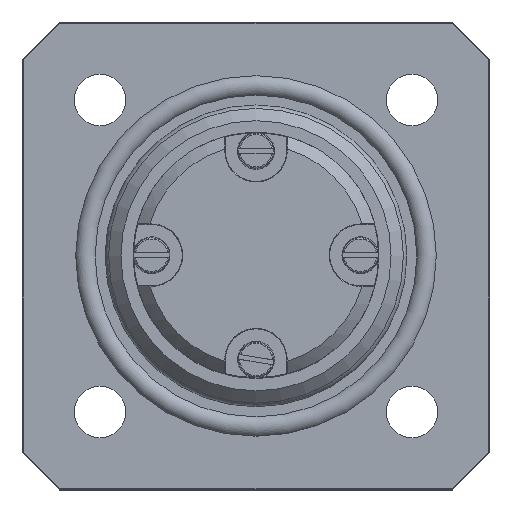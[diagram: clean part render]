
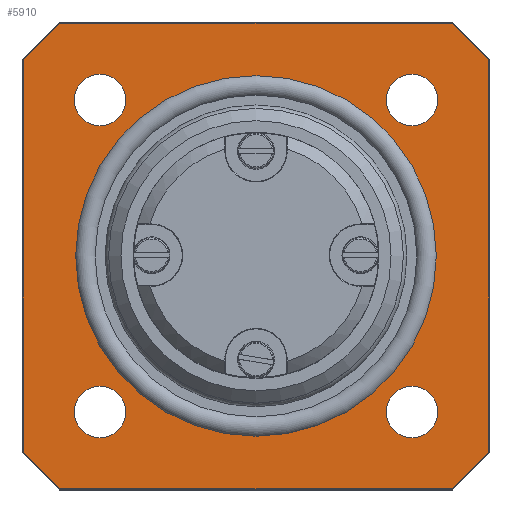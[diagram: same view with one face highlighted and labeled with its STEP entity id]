
A CAD part, top view. The second image highlights one B-rep face of the part: STEP entity #5910.
In plain terms, the highlighted planar face has unit normal (0, 0, 1).
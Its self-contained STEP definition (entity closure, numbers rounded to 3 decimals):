
#207=FACE_BOUND($,#2024,.T.);
#208=FACE_BOUND($,#2025,.T.);
#209=FACE_BOUND($,#2026,.T.);
#210=FACE_BOUND($,#2027,.T.);
#211=FACE_BOUND($,#2028,.T.);
#212=FACE_BOUND($,#2029,.T.);
#240=CIRCLE($,#5960,2.1);
#242=CIRCLE($,#5963,2.1);
#244=CIRCLE($,#5966,2.1);
#246=CIRCLE($,#5969,2.1);
#280=CIRCLE($,#6116,14.68);
#542=PLANE($,#6308);
#896=LINE($,#14131,#1269);
#897=LINE($,#14133,#1270);
#898=LINE($,#14135,#1271);
#899=LINE($,#14137,#1272);
#900=LINE($,#14139,#1273);
#901=LINE($,#14141,#1274);
#902=LINE($,#14143,#1275);
#903=LINE($,#14144,#1276);
#1269=VECTOR($,#7427,31.962);
#1270=VECTOR($,#7428,4.199);
#1271=VECTOR($,#7429,31.962);
#1272=VECTOR($,#7430,4.199);
#1273=VECTOR($,#7431,31.962);
#1274=VECTOR($,#7432,4.199);
#1275=VECTOR($,#7433,31.962);
#1276=VECTOR($,#7434,4.199);
#2024=EDGE_LOOP($,(#5169));
#2025=EDGE_LOOP($,(#5170));
#2026=EDGE_LOOP($,(#5171));
#2027=EDGE_LOOP($,(#5172));
#2028=EDGE_LOOP($,(#5173));
#2029=EDGE_LOOP($,(#5174,#5175,#5176,#5177,#5178,#5179,#5180,#5181));
#2377=VERTEX_POINT($,#8347);
#2379=VERTEX_POINT($,#8352);
#2381=VERTEX_POINT($,#8357);
#2383=VERTEX_POINT($,#8362);
#2669=VERTEX_POINT($,#9909);
#2866=VERTEX_POINT($,#14129);
#2867=VERTEX_POINT($,#14130);
#2868=VERTEX_POINT($,#14132);
#2869=VERTEX_POINT($,#14134);
#2870=VERTEX_POINT($,#14136);
#2871=VERTEX_POINT($,#14138);
#2872=VERTEX_POINT($,#14140);
#2873=VERTEX_POINT($,#14142);
#2937=EDGE_CURVE($,#2377,#2377,#240,.T.);
#2939=EDGE_CURVE($,#2379,#2379,#242,.T.);
#2941=EDGE_CURVE($,#2381,#2381,#244,.T.);
#2943=EDGE_CURVE($,#2383,#2383,#246,.T.);
#3363=EDGE_CURVE($,#2669,#2669,#280,.T.);
#3647=EDGE_CURVE($,#2866,#2867,#896,.T.);
#3648=EDGE_CURVE($,#2868,#2866,#897,.T.);
#3649=EDGE_CURVE($,#2869,#2868,#898,.T.);
#3650=EDGE_CURVE($,#2870,#2869,#899,.T.);
#3651=EDGE_CURVE($,#2871,#2870,#900,.T.);
#3652=EDGE_CURVE($,#2872,#2871,#901,.T.);
#3653=EDGE_CURVE($,#2873,#2872,#902,.T.);
#3654=EDGE_CURVE($,#2867,#2873,#903,.T.);
#5169=ORIENTED_EDGE($,*,*,#2937,.T.);
#5170=ORIENTED_EDGE($,*,*,#2939,.T.);
#5171=ORIENTED_EDGE($,*,*,#2941,.T.);
#5172=ORIENTED_EDGE($,*,*,#2943,.T.);
#5173=ORIENTED_EDGE($,*,*,#3363,.T.);
#5174=ORIENTED_EDGE($,*,*,#3647,.F.);
#5175=ORIENTED_EDGE($,*,*,#3648,.F.);
#5176=ORIENTED_EDGE($,*,*,#3649,.F.);
#5177=ORIENTED_EDGE($,*,*,#3650,.F.);
#5178=ORIENTED_EDGE($,*,*,#3651,.F.);
#5179=ORIENTED_EDGE($,*,*,#3652,.F.);
#5180=ORIENTED_EDGE($,*,*,#3653,.F.);
#5181=ORIENTED_EDGE($,*,*,#3654,.F.);
#5910=ADVANCED_FACE($,(#207,#208,#209,#210,#211,#212),#542,.T.);
#5960=AXIS2_PLACEMENT_3D($,#8348,#6393,#6394);
#5963=AXIS2_PLACEMENT_3D($,#8353,#6399,#6400);
#5966=AXIS2_PLACEMENT_3D($,#8358,#6405,#6406);
#5969=AXIS2_PLACEMENT_3D($,#8363,#6411,#6412);
#6116=AXIS2_PLACEMENT_3D($,#9910,#6987,#6988);
#6308=AXIS2_PLACEMENT_3D($,#14128,#7425,#7426);
#6393=DIRECTION('center_axis',(0.,0.,-1.));
#6394=DIRECTION('ref_axis',(1.,0.,0.));
#6399=DIRECTION('center_axis',(0.,0.,-1.));
#6400=DIRECTION('ref_axis',(1.,0.,0.));
#6405=DIRECTION('center_axis',(0.,0.,-1.));
#6406=DIRECTION('ref_axis',(1.,0.,0.));
#6411=DIRECTION('center_axis',(0.,0.,-1.));
#6412=DIRECTION('ref_axis',(1.,0.,0.));
#6987=DIRECTION('center_axis',(0.,0.,
-1.));
#6988=DIRECTION('ref_axis',(1.,0.,0.));
#7425=DIRECTION('center_axis',(0.,0.,1.));
#7426=DIRECTION('ref_axis',(1.,0.,0.));
#7427=DIRECTION($,(0.,-1.,0.));
#7428=DIRECTION($,(0.707,-0.707,0.));
#7429=DIRECTION($,(1.,0.,0.));
#7430=DIRECTION($,(0.707,0.707,0.));
#7431=DIRECTION($,(0.,1.,0.));
#7432=DIRECTION($,(-0.707,0.707,0.));
#7433=DIRECTION($,(-1.,0.,0.));
#7434=DIRECTION($,(-0.707,-0.707,0.));
#8347=CARTESIAN_POINT('',(-14.8,-12.7,2.5));
#8348=CARTESIAN_POINT('Origin',(-12.7,-12.7,2.5));
#8352=CARTESIAN_POINT('',(10.6,-12.7,2.5));
#8353=CARTESIAN_POINT('Origin',(12.7,-12.7,2.5));
#8357=CARTESIAN_POINT('',(-14.8,12.7,2.5));
#8358=CARTESIAN_POINT('Origin',(-12.7,12.7,2.5));
#8362=CARTESIAN_POINT('',(10.6,12.7,2.5));
#8363=CARTESIAN_POINT('Origin',(12.7,12.7,2.5));
#9909=CARTESIAN_POINT('',(-14.68,0.,2.5));
#9910=CARTESIAN_POINT('Origin',(0.,0.,
2.5));
#14128=CARTESIAN_POINT('Origin',(0.,0.,
2.5));
#14129=CARTESIAN_POINT('',(18.95,15.981,2.5));
#14130=CARTESIAN_POINT('',(18.95,-15.981,2.5));
#14131=CARTESIAN_POINT($,(18.95,9.525,2.5));
#14132=CARTESIAN_POINT('',(15.981,18.95,2.5));
#14133=CARTESIAN_POINT($,(18.222,16.709,2.5));
#14134=CARTESIAN_POINT('',(-15.981,18.95,2.5));
#14135=CARTESIAN_POINT($,(-9.525,18.95,2.5));
#14136=CARTESIAN_POINT('',(-18.95,15.981,2.5));
#14137=CARTESIAN_POINT($,(-16.709,18.222,2.5));
#14138=CARTESIAN_POINT('',(-18.95,-15.981,2.5));
#14139=CARTESIAN_POINT($,(-18.95,-9.525,2.5));
#14140=CARTESIAN_POINT('',(-15.981,-18.95,2.5));
#14141=CARTESIAN_POINT($,(-18.222,-16.709,2.5));
#14142=CARTESIAN_POINT('',(15.981,-18.95,2.5));
#14143=CARTESIAN_POINT($,(9.525,-18.95,2.5));
#14144=CARTESIAN_POINT($,(16.709,-18.222,2.5));
